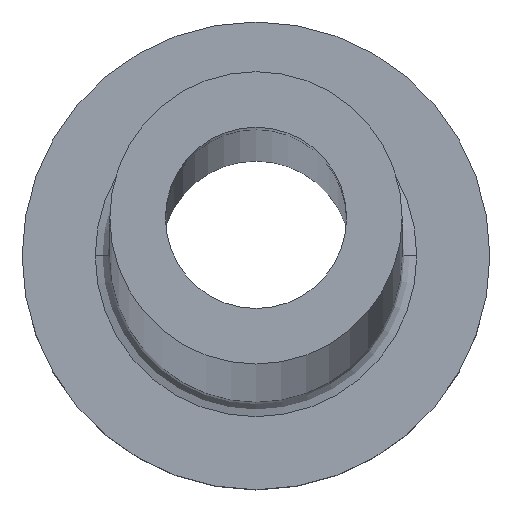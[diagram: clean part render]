
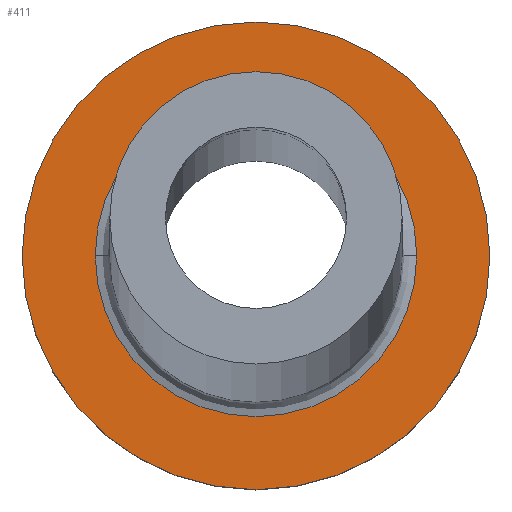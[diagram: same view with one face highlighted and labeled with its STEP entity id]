
A CAD part, top view. The second image highlights one B-rep face of the part: STEP entity #411.
In plain terms, the highlighted planar face has unit normal (0, 0, 1).
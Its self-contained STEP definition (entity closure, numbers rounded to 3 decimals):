
#23 = AXIS2_PLACEMENT_3D ( 'NONE', #290, #436, #121 ) ;
#24 = DIRECTION ( 'NONE',  ( 1., 0., 0. ) ) ;
#49 = DIRECTION ( 'NONE',  ( 0., 0., 1. ) ) ;
#50 = EDGE_CURVE ( 'NONE', #429, #148, #286, .T. ) ;
#55 = FACE_OUTER_BOUND ( 'NONE', #209, .T. ) ;
#66 = DIRECTION ( 'NONE',  ( 1., 0., 0. ) ) ;
#83 = FACE_BOUND ( 'NONE', #108, .T. ) ;
#90 = DIRECTION ( 'NONE',  ( 0., 0., 1. ) ) ;
#108 = EDGE_LOOP ( 'NONE', ( #393, #142 ) ) ;
#113 = EDGE_CURVE ( 'NONE', #433, #397, #293, .T. ) ;
#121 = DIRECTION ( 'NONE',  ( 1., 0., 0. ) ) ;
#142 = ORIENTED_EDGE ( 'NONE', *, *, #439, .T. ) ;
#148 = VERTEX_POINT ( 'NONE', #265 ) ;
#153 = AXIS2_PLACEMENT_3D ( 'NONE', #413, #90, #389 ) ;
#156 = DIRECTION ( 'NONE',  ( 1., 0., 0. ) ) ;
#173 = AXIS2_PLACEMENT_3D ( 'NONE', #294, #329, #156 ) ;
#196 = CIRCLE ( 'NONE', #153, 8. ) ;
#209 = EDGE_LOOP ( 'NONE', ( #391, #360 ) ) ;
#212 = AXIS2_PLACEMENT_3D ( 'NONE', #369, #49, #24 ) ;
#216 = EDGE_CURVE ( 'NONE', #148, #429, #196, .T. ) ;
#226 = PLANE ( 'NONE',  #212 ) ;
#244 = DIRECTION ( 'NONE',  ( 0., 0., -1. ) ) ;
#265 = CARTESIAN_POINT ( 'NONE',  ( 8., 0., 5. ) ) ;
#276 = CIRCLE ( 'NONE', #310, 5.5 ) ;
#286 = CIRCLE ( 'NONE', #23, 8. ) ;
#290 = CARTESIAN_POINT ( 'NONE',  ( 0., 0., 5. ) ) ;
#293 = CIRCLE ( 'NONE', #173, 5.5 ) ;
#294 = CARTESIAN_POINT ( 'NONE',  ( 0., 0., 5. ) ) ;
#310 = AXIS2_PLACEMENT_3D ( 'NONE', #419, #244, #66 ) ;
#329 = DIRECTION ( 'NONE',  ( 0., 0., -1. ) ) ;
#360 = ORIENTED_EDGE ( 'NONE', *, *, #216, .T. ) ;
#369 = CARTESIAN_POINT ( 'NONE',  ( 0., 0., 5. ) ) ;
#386 = CARTESIAN_POINT ( 'NONE',  ( -8., 0., 5. ) ) ;
#389 = DIRECTION ( 'NONE',  ( 1., 0., 0. ) ) ;
#391 = ORIENTED_EDGE ( 'NONE', *, *, #50, .T. ) ;
#393 = ORIENTED_EDGE ( 'NONE', *, *, #113, .T. ) ;
#397 = VERTEX_POINT ( 'NONE', #441 ) ;
#411 = ADVANCED_FACE ( 'NONE', ( #83, #55 ), #226, .T. ) ;
#413 = CARTESIAN_POINT ( 'NONE',  ( 0., 0., 5. ) ) ;
#419 = CARTESIAN_POINT ( 'NONE',  ( 0., 0., 5. ) ) ;
#425 = CARTESIAN_POINT ( 'NONE',  ( 5.5, 0., 5. ) ) ;
#429 = VERTEX_POINT ( 'NONE', #386 ) ;
#433 = VERTEX_POINT ( 'NONE', #425 ) ;
#436 = DIRECTION ( 'NONE',  ( 0., 0., 1. ) ) ;
#439 = EDGE_CURVE ( 'NONE', #397, #433, #276, .T. ) ;
#441 = CARTESIAN_POINT ( 'NONE',  ( -5.5, 0., 5. ) ) ;
